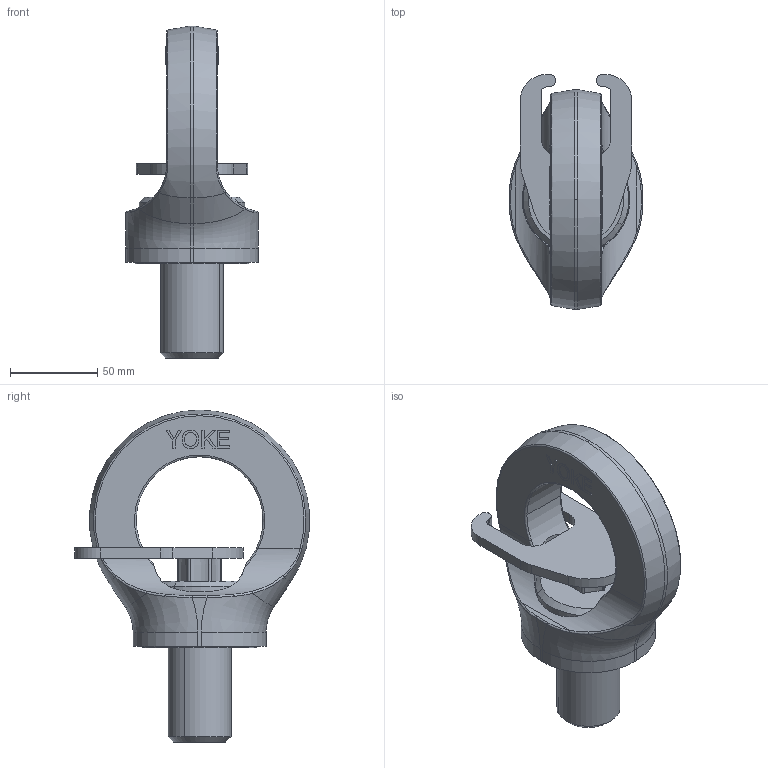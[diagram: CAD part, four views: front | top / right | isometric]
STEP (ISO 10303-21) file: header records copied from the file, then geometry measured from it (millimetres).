
FILE_DESCRIPTION(('CATIA V5 STEP Exchange'),'2;1');
FILE_NAME('8-291K-070.stp','2014-02-14T05:40:12+00:00',('none'),('none'),'CATIA Version 5 Release 21 GA (IN-10)','CATIA V5 STEP AP203','none');
FILE_SCHEMA(('CONFIG_CONTROL_DESIGN'));
Length unit declared in the file: millimetre
Products named in the file (1): 8-291K-070
Bounding box: 76 x 134.33 x 189.8 mm (x, y, z)
Volume: 438491.3 mm3; surface area: 65139.3 mm2
Topology: 1 solids, 1 shells, 385 faces, 1067 edges, 700 vertices
Faces by surface type: plane 281, cylinder 40, extrusion 28, bspline 20, torus 8, cone 6, revolution 2
Entity records: 13376 total; most frequent: CARTESIAN_POINT 3948, ORIENTED_EDGE 2134, DIRECTION 1570, EDGE_CURVE 1067, VECTOR 871, LINE 843, VERTEX_POINT 700, EDGE_LOOP 403
